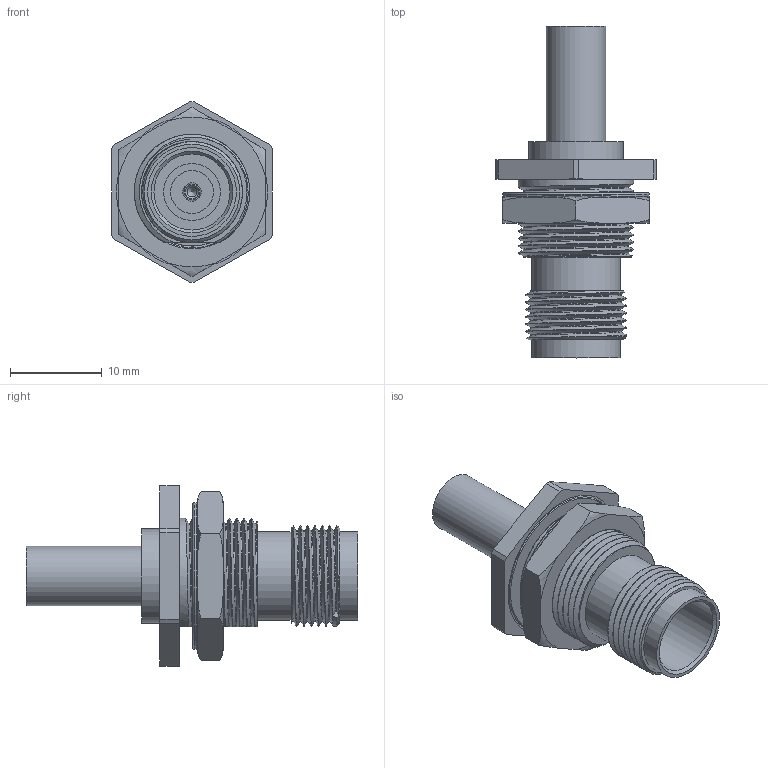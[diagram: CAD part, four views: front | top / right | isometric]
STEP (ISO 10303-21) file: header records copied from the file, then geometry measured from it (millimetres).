
FILE_DESCRIPTION(/* description */ ('Unknown'),/* implementation_level */ '2;1');
FILE_NAME(/* name */ '67026522410120',/* time_stamp */ '2025-06-10T10:57:32+02:00',/* author */ ('Unknown'),/* organization */ ('Unknown'),/* preprocessor_version */ 'ST-DEVELOPER v19.4',/* originating_system */ 'Solid Edge',/* authorisation */ 'Unknown');
FILE_SCHEMA (('AUTOMOTIVE_DESIGN {1 0 10303 214 3 1 1}'));
Products named in the file (1): Pièce1
Bounding box: 17.5 x 36.2 x 19.65 mm (x, y, z)
Volume: 2534.9 mm3; surface area: 4247.9 mm2
Topology: 1 solids, 1 shells, 3969 faces, 8274 edges, 4289 vertices
Faces by surface type: bspline 2715, cylinder 799, plane 345, cone 93, torus 17
Full cylindrical faces by diameter (mm): 0.93 x1, 1.05 x1, 1.41 x1, 2 x1, 2.1 x1, 3.05 x1, 4.4 x3, 4.67 x1, 5.33 x1, 5.6 x1, 6.2 x1, 6.48 x1, 6.75 x1, 6.8 x1, 8.3 x2, 9.45 x1, 9.7 x2, 10.3 x1, 12.6 x1, 16 x2, 16.5 x1
Entity records: 176457 total; most frequent: CARTESIAN_POINT 92608, ORIENTED_EDGE 16430, EDGE_CURVE 8215, B_SPLINE_CURVE_WITH_KNOTS 5583, DIRECTION 4447, VERTEX_POINT 4271, FACE_BOUND 4070, EDGE_LOOP 4068
